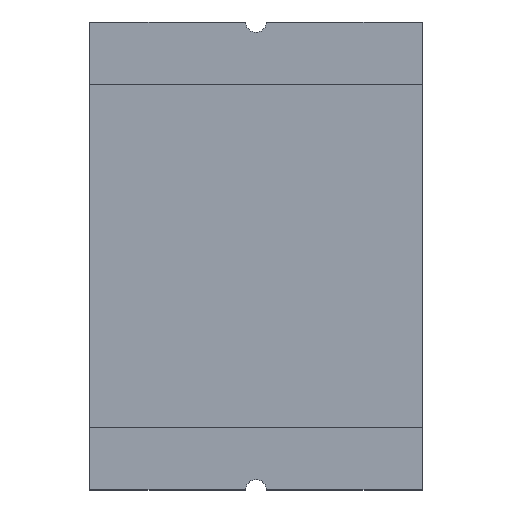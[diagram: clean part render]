
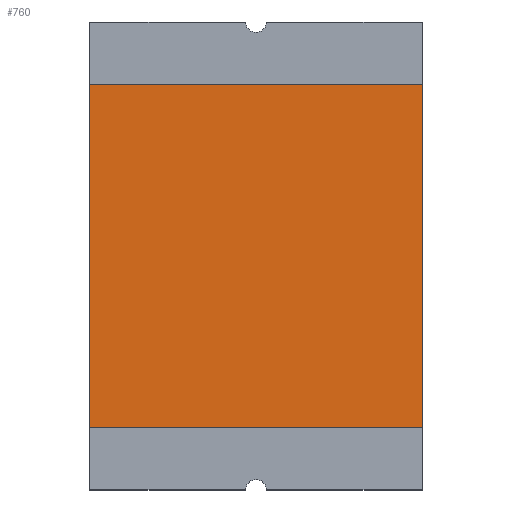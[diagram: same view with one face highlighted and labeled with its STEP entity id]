
A CAD part, top view. The second image highlights one B-rep face of the part: STEP entity #760.
In plain terms, the highlighted planar face has unit normal (0, 0, 1).
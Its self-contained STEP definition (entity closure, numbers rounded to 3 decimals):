
#350=DIRECTION('',(-1.,0.,0.));
#351=VECTOR('',#350,3.2);
#352=CARTESIAN_POINT('',(1.6,-1.65,0.5));
#353=LINE('',#352,#351);
#357=DIRECTION('',(0.,-1.,0.));
#358=VECTOR('',#357,3.3);
#359=CARTESIAN_POINT('',(-1.6,1.65,0.5));
#360=LINE('',#359,#358);
#364=DIRECTION('',(-1.,0.,0.));
#365=VECTOR('',#364,3.2);
#366=CARTESIAN_POINT('',(1.6,1.65,0.5));
#367=LINE('',#366,#365);
#371=DIRECTION('',(0.,1.,0.));
#372=VECTOR('',#371,3.3);
#373=CARTESIAN_POINT('',(1.6,-1.65,0.5));
#374=LINE('',#373,#372);
#409=CARTESIAN_POINT('',(1.6,-1.65,0.5));
#410=CARTESIAN_POINT('',(-1.6,-1.65,0.5));
#411=VERTEX_POINT('',#409);
#412=VERTEX_POINT('',#410);
#413=CARTESIAN_POINT('',(1.6,1.65,0.5));
#414=CARTESIAN_POINT('',(-1.6,1.65,0.5));
#415=VERTEX_POINT('',#413);
#416=VERTEX_POINT('',#414);
#748=CARTESIAN_POINT('',(0.,0.,0.5));
#749=DIRECTION('',(0.,0.,1.));
#750=DIRECTION('',(0.,1.,0.));
#751=AXIS2_PLACEMENT_3D('',#748,#749,#750);
#752=PLANE('',#751);
#753=ORIENTED_EDGE('',*,*,#740,.T.);
#754=ORIENTED_EDGE('',*,*,#508,.F.);
#756=ORIENTED_EDGE('',*,*,#755,.F.);
#757=ORIENTED_EDGE('',*,*,#568,.F.);
#758=EDGE_LOOP('',(#753,#754,#756,#757));
#759=FACE_OUTER_BOUND('',#758,.F.);
#760=ADVANCED_FACE('',(#759),#752,.T.);
#508=EDGE_CURVE('',#416,#412,#360,.T.);
#568=EDGE_CURVE('',#411,#415,#374,.T.);
#740=EDGE_CURVE('',#411,#412,#353,.T.);
#755=EDGE_CURVE('',#415,#416,#367,.T.);
